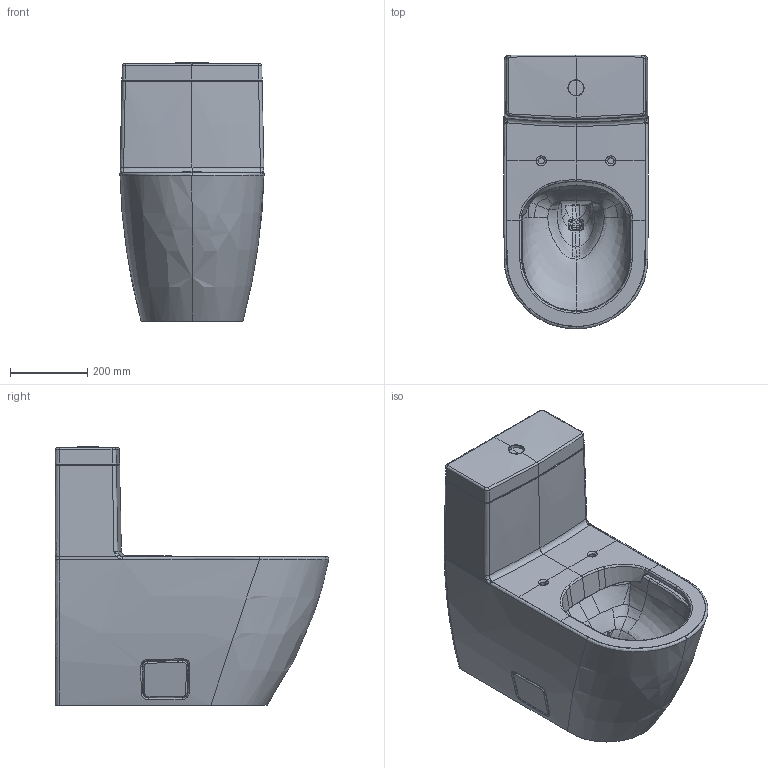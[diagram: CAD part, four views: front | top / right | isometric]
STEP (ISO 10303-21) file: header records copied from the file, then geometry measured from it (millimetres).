
FILE_DESCRIPTION(/* description */ (''),/* implementation_level */ '2;1');
FILE_NAME(/* name */ '562020_Subway2-OP-Bucketstyle.stp',/* time_stamp */ '2019-03-07T12:16:14+01:00',/* author */ (''),/* organization */ (''),/* preprocessor_version */ 'ST-DEVELOPER v16',/* originating_system */ 'SIEMENS PLM Software NX 10.0',/* authorisation */ '');
FILE_SCHEMA (('AUTOMOTIVE_DESIGN { 1 0 10303 214 3 1 1 1 }'));
Products named in the file (1): Sier1EA0B88Ezfn3
Bounding box: 374.07 x 709.89 x 669.98 mm (x, y, z)
Volume: 82860619.7 mm3; surface area: 1601306.2 mm2
Topology: 1 solids, 1 shells, 437 faces, 1144 edges, 695 vertices
Faces by surface type: bspline 364, plane 33, cylinder 26, extrusion 10, sphere 4
Full cylindrical faces by diameter (mm): 16 x2
Entity records: 53636 total; most frequent: CARTESIAN_POINT 46355, ORIENTED_EDGE 2240, EDGE_CURVE 1120, B_SPLINE_CURVE_WITH_KNOTS 820, VERTEX_POINT 691, EDGE_LOOP 443, ADVANCED_FACE 437, FACE_OUTER_BOUND 431
